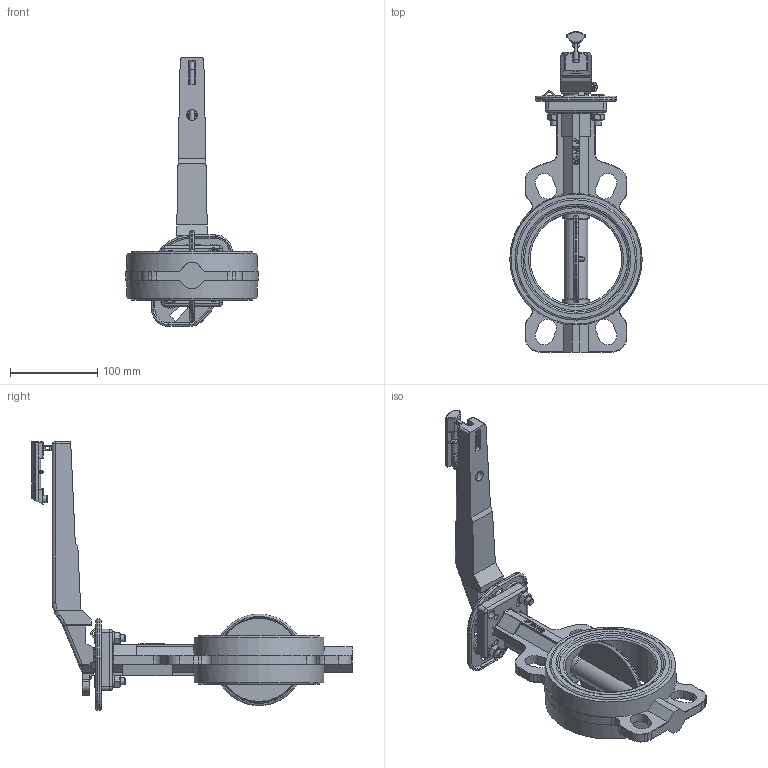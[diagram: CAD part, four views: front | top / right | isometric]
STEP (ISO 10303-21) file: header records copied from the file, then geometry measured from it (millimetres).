
FILE_DESCRIPTION((''),'2;1');
FILE_NAME('WA105340E100.stp','2012-05-11T02:15:26',('RL'),(''),'Autodesk Inventor 2012','Autodesk Inventor 2012','');
FILE_SCHEMA(('AUTOMOTIVE_DESIGN { 1 0 10303 214 1 1 1 1 }'));
Length unit declared in the file: millimetre
Products named in the file (1): WA105340E100
Bounding box: 152 x 367.64 x 308.5 mm (x, y, z)
Volume: 1018257.2 mm3; surface area: 236052.1 mm2
Topology: 14 solids, 14 shells, 878 faces, 2262 edges, 1423 vertices
Faces by surface type: plane 378, cylinder 250, torus 104, bspline 95, cone 49, sphere 2
Full cylindrical faces by diameter (mm): 4.2 x1, 4.917 x1, 6 x6, 6.4 x4, 6.647 x3, 8 x2, 8.5 x3, 8.88 x1, 9.8 x4, 11.63 x2, 12.5 x1, 23.002 x1, 28 x1, 30 x4, 32 x1, 105 x1, 140 x2
Entity records: 29061 total; most frequent: CARTESIAN_POINT 8191, ORIENTED_EDGE 4296, DIRECTION 4217, EDGE_CURVE 2148, AXIS2_PLACEMENT_3D 1581, VERTEX_POINT 1394, EDGE_LOOP 1060, VECTOR 1055
